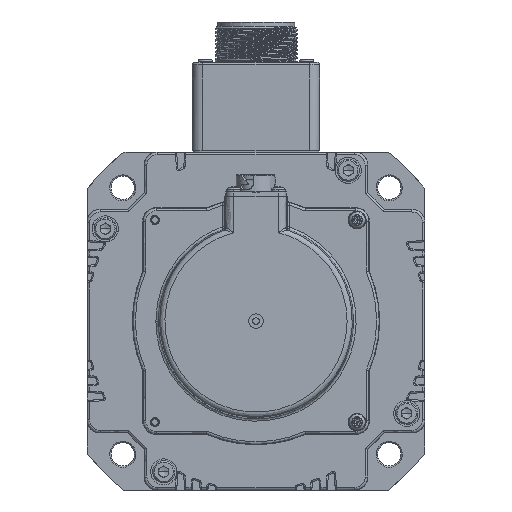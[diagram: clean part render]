
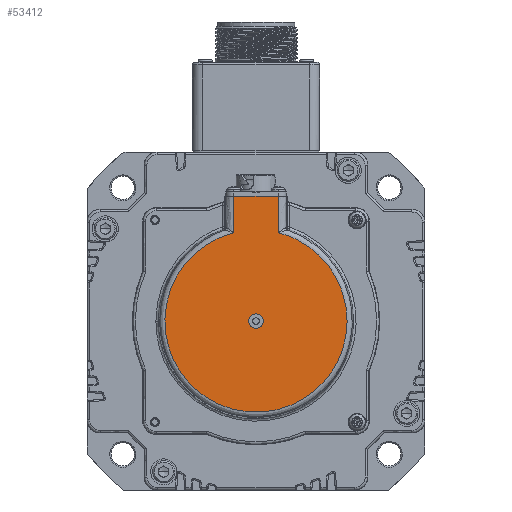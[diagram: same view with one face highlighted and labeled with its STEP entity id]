
A CAD part, front view. The second image highlights one B-rep face of the part: STEP entity #53412.
In plain terms, the highlighted free-form (B-spline) face has degree [1, 1] with [2, 2] control points.
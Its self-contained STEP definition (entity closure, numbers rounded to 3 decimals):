
#51511=CARTESIAN_POINT('',(535.383,-60.5,-17.));
#51512=VERTEX_POINT('',#51511);
#51519=CARTESIAN_POINT('',(552.617,-60.5,-17.));
#51520=VERTEX_POINT('',#51519);
#51521=CARTESIAN_POINT('',(535.383,-60.5,-17.));
#51522=CARTESIAN_POINT('',(552.617,-60.5,-17.));
#51523=B_SPLINE_CURVE_WITH_KNOTS('',1,(#51521,#51522),.POLYLINE_FORM.,.F.,.U.,(2,2),(0.,1.),.UNSPECIFIED.);
#51524=EDGE_CURVE('',#51512,#51520,#51523,.T.);
#53331=CARTESIAN_POINT('',(535.383,-60.5,-31.02));
#53332=VERTEX_POINT('',#53331);
#53354=CARTESIAN_POINT('',(535.383,-60.5,-31.02));
#53355=CARTESIAN_POINT('',(535.383,-60.5,-17.));
#53356=B_SPLINE_CURVE_WITH_KNOTS('',1,(#53354,#53355),.POLYLINE_FORM.,.F.,.U.,(2,2),(0.,1.),.UNSPECIFIED.);
#53357=EDGE_CURVE('',#53332,#51512,#53356,.T.);
#53364=CARTESIAN_POINT('',(489.654,-60.5,-4.182));
#53365=CARTESIAN_POINT('',(598.346,-60.5,-4.182));
#53366=CARTESIAN_POINT('',(489.654,-60.5,-112.874));
#53367=CARTESIAN_POINT('',(598.346,-60.5,-112.874));
#53368=B_SPLINE_SURFACE_WITH_KNOTS('',1,1,((#53364,#53365),(#53366,#53367)),.PLANE_SURF.,.F.,.F.,.U.,(2,2),(2,2),(0.,1.),(0.,1.),.UNSPECIFIED.);
#53369=CARTESIAN_POINT('',(552.617,-60.5,-31.02));
#53370=VERTEX_POINT('',#53369);
#53371=CARTESIAN_POINT('',(535.383,-60.5,-31.02));
#53372=CARTESIAN_POINT('',(486.389,-60.5,-43.445));
#53373=CARTESIAN_POINT('',(515.194,-60.5,-84.978));
#53374=CARTESIAN_POINT('',(544.,-60.5,-126.512));
#53375=CARTESIAN_POINT('',(572.806,-60.5,-84.978));
#53376=CARTESIAN_POINT('',(601.611,-60.5,-43.445));
#53377=CARTESIAN_POINT('',(552.617,-60.5,-31.02));
#53378=(BOUNDED_CURVE()B_SPLINE_CURVE(2,(#53371,#53372,#53373,#53374,#53375,#53376,#53377),.CIRCULAR_ARC.,.F.,.U.)B_SPLINE_CURVE_WITH_KNOTS((3,2,2,3),(0.,0.333,0.667,1.),.UNSPECIFIED.)CURVE()GEOMETRIC_REPRESENTATION_ITEM()RATIONAL_B_SPLINE_CURVE((1.,0.57,1.,0.57,1.,0.57,1.))REPRESENTATION_ITEM(''));
#53379=EDGE_CURVE('',#53332,#53370,#53378,.T.);
#53380=ORIENTED_EDGE('',*,*,#53379,.T.);
#53381=CARTESIAN_POINT('',(552.617,-60.5,-17.));
#53382=CARTESIAN_POINT('',(552.617,-60.5,-31.02));
#53383=B_SPLINE_CURVE_WITH_KNOTS('',1,(#53381,#53382),.POLYLINE_FORM.,.F.,.U.,(2,2),(0.,1.),.UNSPECIFIED.);
#53384=EDGE_CURVE('',#51520,#53370,#53383,.T.);
#53385=ORIENTED_EDGE('',*,*,#53384,.F.);
#53386=ORIENTED_EDGE('',*,*,#51524,.F.);
#53387=ORIENTED_EDGE('',*,*,#53357,.F.);
#53388=EDGE_LOOP('',(#53380,#53385,#53386,#53387));
#53389=FACE_OUTER_BOUND('',#53388,.T.);
#53390=CARTESIAN_POINT('',(544.,-60.5,-67.75));
#53391=VERTEX_POINT('',#53390);
#53392=CARTESIAN_POINT('',(544.,-60.5,-62.25));
#53393=VERTEX_POINT('',#53392);
#53394=CARTESIAN_POINT('',(544.,-60.5,-67.75));
#53395=CARTESIAN_POINT('',(546.75,-60.5,-67.75));
#53396=CARTESIAN_POINT('',(546.75,-60.5,-65.));
#53397=CARTESIAN_POINT('',(546.75,-60.5,-62.25));
#53398=CARTESIAN_POINT('',(544.,-60.5,-62.25));
#53399=(BOUNDED_CURVE()B_SPLINE_CURVE(2,(#53394,#53395,#53396,#53397,#53398),.CIRCULAR_ARC.,.F.,.U.)B_SPLINE_CURVE_WITH_KNOTS((3,2,3),(0.,0.5,1.),.UNSPECIFIED.)CURVE()GEOMETRIC_REPRESENTATION_ITEM()RATIONAL_B_SPLINE_CURVE((1.,0.707,1.,0.707,1.))REPRESENTATION_ITEM(''));
#53400=EDGE_CURVE('',#53391,#53393,#53399,.T.);
#53401=ORIENTED_EDGE('',*,*,#53400,.F.);
#53402=CARTESIAN_POINT('',(544.,-60.5,-62.25));
#53403=CARTESIAN_POINT('',(541.25,-60.5,-62.25));
#53404=CARTESIAN_POINT('',(541.25,-60.5,-65.));
#53405=CARTESIAN_POINT('',(541.25,-60.5,-67.75));
#53406=CARTESIAN_POINT('',(544.,-60.5,-67.75));
#53407=(BOUNDED_CURVE()B_SPLINE_CURVE(2,(#53402,#53403,#53404,#53405,#53406),.CIRCULAR_ARC.,.F.,.U.)B_SPLINE_CURVE_WITH_KNOTS((3,2,3),(0.,0.5,1.),.UNSPECIFIED.)CURVE()GEOMETRIC_REPRESENTATION_ITEM()RATIONAL_B_SPLINE_CURVE((1.,0.707,1.,0.707,1.))REPRESENTATION_ITEM(''));
#53408=EDGE_CURVE('',#53393,#53391,#53407,.T.);
#53409=ORIENTED_EDGE('',*,*,#53408,.F.);
#53410=EDGE_LOOP('',(#53401,#53409));
#53411=FACE_BOUND('',#53410,.T.);
#53412=ADVANCED_FACE('',(#53389,#53411),#53368,.T.);
